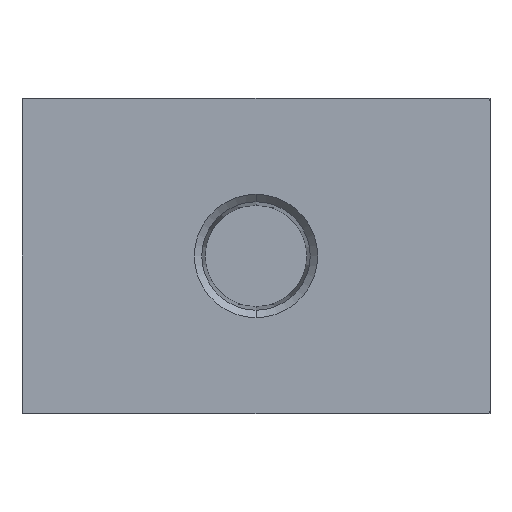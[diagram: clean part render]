
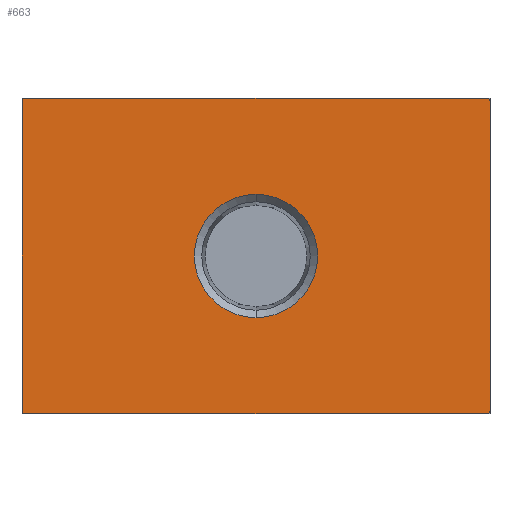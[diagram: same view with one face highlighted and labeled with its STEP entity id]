
A CAD part, front view. The second image highlights one B-rep face of the part: STEP entity #663.
In plain terms, the highlighted planar face has unit normal (0, -1, 0).
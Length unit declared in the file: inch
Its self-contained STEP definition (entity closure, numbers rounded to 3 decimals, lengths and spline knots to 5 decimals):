
#6 = CARTESIAN_POINT ( 'NONE',  ( 0.77559, -0.90551, 0.5315 ) ) ;
#22 = CARTESIAN_POINT ( 'NONE',  ( -0.7874, -0.90551, 0.51969 ) ) ;
#83 = EDGE_LOOP ( 'NONE', ( #2684, #330, #372, #903, #2274, #1467, #870, #1663 ) ) ;
#112 = AXIS2_PLACEMENT_3D ( 'NONE', #347, #2885, #2191 ) ;
#263 = VERTEX_POINT ( 'NONE', #1053 ) ;
#268 = VERTEX_POINT ( 'NONE', #2211 ) ;
#270 = CARTESIAN_POINT ( 'NONE',  ( 0., -0.90551, 0. ) ) ;
#311 = AXIS2_PLACEMENT_3D ( 'NONE', #270, #1599, #891 ) ;
#318 = AXIS2_PLACEMENT_3D ( 'NONE', #781, #1052, #767 ) ;
#330 = ORIENTED_EDGE ( 'NONE', *, *, #2609, .F. ) ;
#347 = CARTESIAN_POINT ( 'NONE',  ( 0., -0.90551, 0. ) ) ;
#372 = ORIENTED_EDGE ( 'NONE', *, *, #1997, .F. ) ;
#379 = VERTEX_POINT ( 'NONE', #632 ) ;
#383 = CARTESIAN_POINT ( 'NONE',  ( -0.77559, -0.90551, -0.5315 ) ) ;
#442 = LINE ( 'NONE', #1566, #2976 ) ;
#458 = VECTOR ( 'NONE', #1877, 39.37008 ) ;
#477 = DIRECTION ( 'NONE',  ( 1., 0., 0. ) ) ;
#478 = VERTEX_POINT ( 'NONE', #2130 ) ;
#519 = VERTEX_POINT ( 'NONE', #3003 ) ;
#532 = CARTESIAN_POINT ( 'NONE',  ( -0.7874, -0.90551, -0.51969 ) ) ;
#619 = EDGE_CURVE ( 'NONE', #379, #2454, #1665, .T. ) ;
#632 = CARTESIAN_POINT ( 'NONE',  ( -0.77559, -0.90551, -0.5315 ) ) ;
#663 = ADVANCED_FACE ( 'NONE', ( #1532, #2459 ), #1734, .F. ) ;
#704 = VERTEX_POINT ( 'NONE', #2404 ) ;
#767 = DIRECTION ( 'NONE',  ( 0., 0., -1. ) ) ;
#781 = CARTESIAN_POINT ( 'NONE',  ( 0., -0.90551, 0. ) ) ;
#809 = VERTEX_POINT ( 'NONE', #2925 ) ;
#849 = DIRECTION ( 'NONE',  ( 0., 0., -1. ) ) ;
#870 = ORIENTED_EDGE ( 'NONE', *, *, #1177, .F. ) ;
#891 = DIRECTION ( 'NONE',  ( 0., 0., -1. ) ) ;
#903 = ORIENTED_EDGE ( 'NONE', *, *, #2742, .F. ) ;
#908 = CARTESIAN_POINT ( 'NONE',  ( 0.77559, -0.90551, -0.51969 ) ) ;
#973 = AXIS2_PLACEMENT_3D ( 'NONE', #908, #1577, #2754 ) ;
#987 = CARTESIAN_POINT ( 'NONE',  ( -0.7874, -0.90551, 0.51969 ) ) ;
#1052 = DIRECTION ( 'NONE',  ( 0., -1., 0. ) ) ;
#1053 = CARTESIAN_POINT ( 'NONE',  ( 0., -0.90551, 0.20754 ) ) ;
#1076 = VERTEX_POINT ( 'NONE', #987 ) ;
#1080 = CARTESIAN_POINT ( 'NONE',  ( 0.77559, -0.90551, 0.51969 ) ) ;
#1085 = VERTEX_POINT ( 'NONE', #1712 ) ;
#1177 = EDGE_CURVE ( 'NONE', #1076, #1085, #2780, .T. ) ;
#1234 = CIRCLE ( 'NONE', #318, 0.20754 ) ;
#1267 = DIRECTION ( 'NONE',  ( 0., 1., 0. ) ) ;
#1296 = LINE ( 'NONE', #383, #2355 ) ;
#1346 = EDGE_CURVE ( 'NONE', #1085, #478, #2545, .T. ) ;
#1364 = EDGE_CURVE ( 'NONE', #263, #704, #2447, .T. ) ;
#1467 = ORIENTED_EDGE ( 'NONE', *, *, #1346, .F. ) ;
#1532 = FACE_OUTER_BOUND ( 'NONE', #83, .T. ) ;
#1566 = CARTESIAN_POINT ( 'NONE',  ( 0.7874, -0.90551, -0.51969 ) ) ;
#1577 = DIRECTION ( 'NONE',  ( 0., 1., 0. ) ) ;
#1599 = DIRECTION ( 'NONE',  ( 0., -1., 0. ) ) ;
#1663 = ORIENTED_EDGE ( 'NONE', *, *, #2874, .F. ) ;
#1665 = CIRCLE ( 'NONE', #2348, 0.01181 ) ;
#1687 = DIRECTION ( 'NONE',  ( 0., 0., -1. ) ) ;
#1712 = CARTESIAN_POINT ( 'NONE',  ( -0.77559, -0.90551, 0.5315 ) ) ;
#1734 = PLANE ( 'NONE',  #112 ) ;
#1798 = EDGE_CURVE ( 'NONE', #478, #268, #2162, .T. ) ;
#1877 = DIRECTION ( 'NONE',  ( 0., 0., 1. ) ) ;
#1919 = CARTESIAN_POINT ( 'NONE',  ( -0.77559, -0.90551, -0.51969 ) ) ;
#1997 = EDGE_CURVE ( 'NONE', #519, #809, #2295, .T. ) ;
#2007 = AXIS2_PLACEMENT_3D ( 'NONE', #2880, #1267, #849 ) ;
#2017 = DIRECTION ( 'NONE',  ( 0., 0., -1. ) ) ;
#2035 = DIRECTION ( 'NONE',  ( 0., 0., -1. ) ) ;
#2083 = LINE ( 'NONE', #22, #458 ) ;
#2130 = CARTESIAN_POINT ( 'NONE',  ( 0.77559, -0.90551, 0.5315 ) ) ;
#2162 = CIRCLE ( 'NONE', #2244, 0.01181 ) ;
#2173 = EDGE_LOOP ( 'NONE', ( #2458, #2522 ) ) ;
#2191 = DIRECTION ( 'NONE',  ( 0., 0., 1. ) ) ;
#2211 = CARTESIAN_POINT ( 'NONE',  ( 0.7874, -0.90551, 0.51969 ) ) ;
#2244 = AXIS2_PLACEMENT_3D ( 'NONE', #1080, #2263, #2017 ) ;
#2263 = DIRECTION ( 'NONE',  ( 0., 1., 0. ) ) ;
#2274 = ORIENTED_EDGE ( 'NONE', *, *, #1798, .F. ) ;
#2295 = CIRCLE ( 'NONE', #973, 0.01181 ) ;
#2348 = AXIS2_PLACEMENT_3D ( 'NONE', #1919, #2360, #1687 ) ;
#2355 = VECTOR ( 'NONE', #2912, 39.37008 ) ;
#2360 = DIRECTION ( 'NONE',  ( 0., 1., 0. ) ) ;
#2404 = CARTESIAN_POINT ( 'NONE',  ( 0., -0.90551, -0.20754 ) ) ;
#2447 = CIRCLE ( 'NONE', #311, 0.20754 ) ;
#2454 = VERTEX_POINT ( 'NONE', #532 ) ;
#2458 = ORIENTED_EDGE ( 'NONE', *, *, #3000, .F. ) ;
#2459 = FACE_BOUND ( 'NONE', #2173, .T. ) ;
#2522 = ORIENTED_EDGE ( 'NONE', *, *, #1364, .F. ) ;
#2545 = LINE ( 'NONE', #6, #2683 ) ;
#2609 = EDGE_CURVE ( 'NONE', #809, #379, #1296, .T. ) ;
#2683 = VECTOR ( 'NONE', #477, 39.37008 ) ;
#2684 = ORIENTED_EDGE ( 'NONE', *, *, #619, .F. ) ;
#2742 = EDGE_CURVE ( 'NONE', #268, #519, #442, .T. ) ;
#2754 = DIRECTION ( 'NONE',  ( 0., 0., -1. ) ) ;
#2780 = CIRCLE ( 'NONE', #2007, 0.01181 ) ;
#2874 = EDGE_CURVE ( 'NONE', #2454, #1076, #2083, .T. ) ;
#2880 = CARTESIAN_POINT ( 'NONE',  ( -0.77559, -0.90551, 0.51969 ) ) ;
#2885 = DIRECTION ( 'NONE',  ( 0., 1., 0. ) ) ;
#2912 = DIRECTION ( 'NONE',  ( -1., 0., 0. ) ) ;
#2925 = CARTESIAN_POINT ( 'NONE',  ( 0.77559, -0.90551, -0.5315 ) ) ;
#2976 = VECTOR ( 'NONE', #2035, 39.37008 ) ;
#3000 = EDGE_CURVE ( 'NONE', #704, #263, #1234, .T. ) ;
#3003 = CARTESIAN_POINT ( 'NONE',  ( 0.7874, -0.90551, -0.51969 ) ) ;
